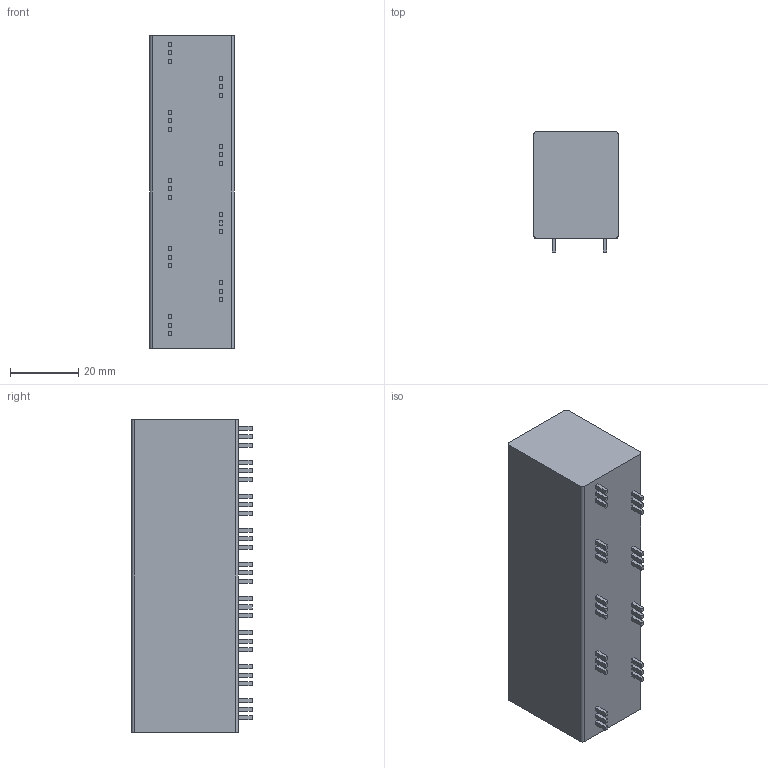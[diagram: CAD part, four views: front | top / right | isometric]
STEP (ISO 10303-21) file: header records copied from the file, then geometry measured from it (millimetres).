
FILE_DESCRIPTION((''),'2;1');
FILE_NAME('PRT0001','2024-09-27T08:48:29',('tluser'),(''),'CREO PARAMETRIC BY PTC INC, 2018100','CREO PARAMETRIC BY PTC INC, 2018100','');
FILE_SCHEMA(('CONFIG_CONTROL_DESIGN'));
Length unit declared in the file: millimetre
Products named in the file (1): PRT0001
Bounding box: 24.7 x 35.4 x 91.8 mm (x, y, z)
Volume: 66367.2 mm3; surface area: 14448.4 mm2
Topology: 1 solids, 1 shells, 334 faces, 807 edges, 520 vertices
Faces by surface type: plane 258, cylinder 58, cone 18
Entity records: 9775 total; most frequent: CARTESIAN_POINT 2093, ORIENTED_EDGE 1614, DIRECTION 1429, EDGE_CURVE 807, VECTOR 637, LINE 637, VERTEX_POINT 520, AXIS2_PLACEMENT_3D 396
